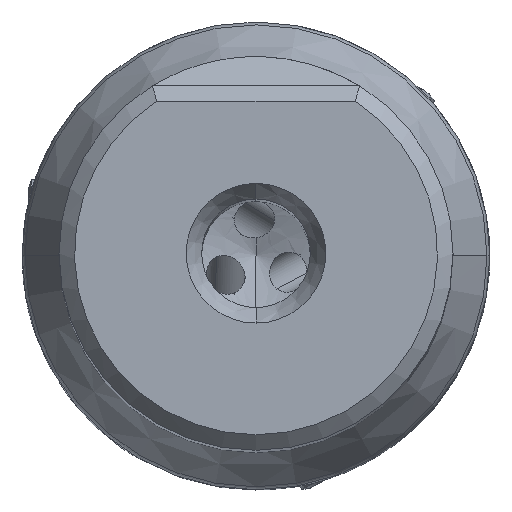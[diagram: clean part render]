
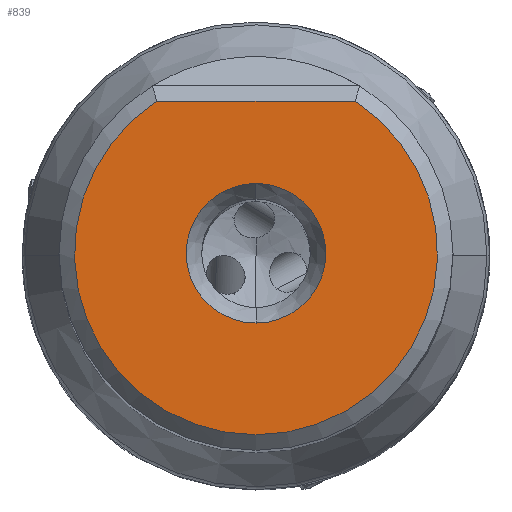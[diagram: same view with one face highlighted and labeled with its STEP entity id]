
A CAD part, top view. The second image highlights one B-rep face of the part: STEP entity #839.
In plain terms, the highlighted planar face has unit normal (0, 0, 1).
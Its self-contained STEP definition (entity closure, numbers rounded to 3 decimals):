
#495=PLANE('',#6560);
#566=FACE_BOUND('',#1560,.T.);
#567=FACE_BOUND('',#1561,.T.);
#839=ADVANCED_FACE('',(#566,#567),#495,.T.);
#1560=EDGE_LOOP('',(#2597,#2598));
#1561=EDGE_LOOP('',(#2599,#2600));
#1901=CIRCLE('',#6555,11.7);
#1902=CIRCLE('',#6558,4.5);
#1903=CIRCLE('',#6559,4.5);
#2597=ORIENTED_EDGE('',*,*,#4910,.T.);
#2598=ORIENTED_EDGE('',*,*,#4911,.T.);
#2599=ORIENTED_EDGE('',*,*,#4908,.T.);
#2600=ORIENTED_EDGE('',*,*,#4909,.T.);
#4188=VERTEX_POINT('',#10293);
#4189=VERTEX_POINT('',#10299);
#4190=VERTEX_POINT('',#10305);
#4191=VERTEX_POINT('',#10306);
#4908=EDGE_CURVE('',#4188,#4189,#1901,.T.);
#4909=EDGE_CURVE('',#4189,#4188,#5684,.T.);
#4910=EDGE_CURVE('',#4190,#4191,#1902,.T.);
#4911=EDGE_CURVE('',#4191,#4190,#1903,.T.);
#5684=LINE('',#10302,#6007);
#6007=VECTOR('',#7511,1.);
#6555=AXIS2_PLACEMENT_3D('',#10300,#7507,#7508);
#6558=AXIS2_PLACEMENT_3D('',#10304,#7514,#7515);
#6559=AXIS2_PLACEMENT_3D('',#10307,#7516,#7517);
#6560=AXIS2_PLACEMENT_3D('',#10308,#7518,#7519);
#7507=DIRECTION('',(0.,0.,1.));
#7508=DIRECTION('',(-0.546,0.838,0.));
#7511=DIRECTION('',(-1.,0.,0.));
#7514=DIRECTION('',(0.,0.,-1.));
#7515=DIRECTION('',(0.,1.,0.));
#7516=DIRECTION('',(0.,0.,-1.));
#7517=DIRECTION('',(0.,-1.,0.));
#7518=DIRECTION('',(0.,0.,1.));
#7519=DIRECTION('',(-1.,0.,0.));
#10293=CARTESIAN_POINT('',(-6.391,9.8,43.656));
#10299=CARTESIAN_POINT('',(6.391,9.8,43.656));
#10300=CARTESIAN_POINT('',(0.,0.,43.656));
#10302=CARTESIAN_POINT('',(6.391,9.8,43.656));
#10304=CARTESIAN_POINT('',(0.,0.,43.656));
#10305=CARTESIAN_POINT('',(0.,4.5,43.656));
#10306=CARTESIAN_POINT('',(0.,-4.5,43.656));
#10307=CARTESIAN_POINT('',(0.,0.,43.656));
#10308=CARTESIAN_POINT('',(0.,-1.05,43.656));
